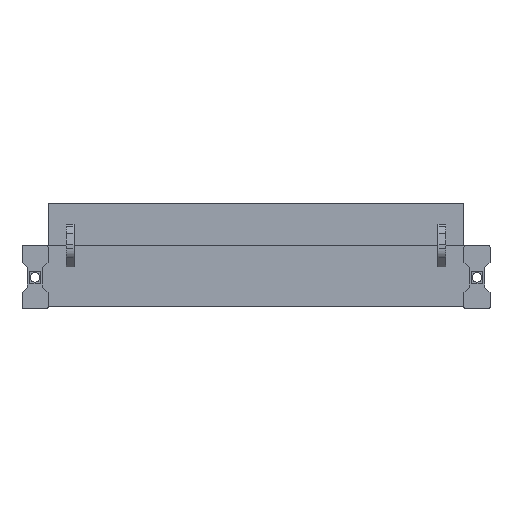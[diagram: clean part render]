
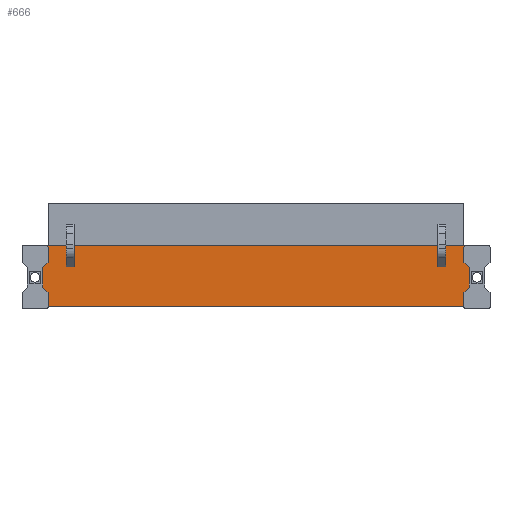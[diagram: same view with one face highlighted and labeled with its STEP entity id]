
A CAD part, top view. The second image highlights one B-rep face of the part: STEP entity #666.
In plain terms, the highlighted planar face has unit normal (0, 0, 1).
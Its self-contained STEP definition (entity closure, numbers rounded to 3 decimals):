
#500=AXIS2_PLACEMENT_3D('Plane Axis2P3D',#497,#498,#499) ;
#49=CARTESIAN_POINT('Vertex',(86.36,0.4,10.95)) ;
#52=CARTESIAN_POINT('Line Origine',(45.72,0.4,10.95)) ;
#56=CARTESIAN_POINT('Vertex',(5.08,0.4,10.95)) ;
#439=CARTESIAN_POINT('Line Origine',(5.08,12.175,10.95)) ;
#443=CARTESIAN_POINT('Vertex',(5.08,12.05,10.95)) ;
#445=CARTESIAN_POINT('Vertex',(5.08,12.3,10.95)) ;
#497=CARTESIAN_POINT('Axis2P3D Location',(5.08,0.4,10.95)) ;
#502=CARTESIAN_POINT('Line Origine',(5.08,10.57,10.95)) ;
#506=CARTESIAN_POINT('Vertex',(5.08,9.09,10.95)) ;
#509=CARTESIAN_POINT('Line Origine',(4.56,8.57,10.95)) ;
#513=CARTESIAN_POINT('Vertex',(4.04,8.05,10.95)) ;
#516=CARTESIAN_POINT('Line Origine',(4.04,6.15,10.95)) ;
#520=CARTESIAN_POINT('Vertex',(4.04,4.25,10.95)) ;
#523=CARTESIAN_POINT('Line Origine',(4.56,3.73,10.95)) ;
#527=CARTESIAN_POINT('Vertex',(5.08,3.21,10.95)) ;
#530=CARTESIAN_POINT('Line Origine',(5.08,1.805,10.95)) ;
#535=CARTESIAN_POINT('Line Origine',(86.36,1.805,10.95)) ;
#539=CARTESIAN_POINT('Vertex',(86.36,3.21,10.95)) ;
#542=CARTESIAN_POINT('Line Origine',(86.88,3.73,10.95)) ;
#546=CARTESIAN_POINT('Vertex',(87.4,4.25,10.95)) ;
#549=CARTESIAN_POINT('Line Origine',(87.4,6.15,10.95)) ;
#553=CARTESIAN_POINT('Vertex',(87.4,8.05,10.95)) ;
#556=CARTESIAN_POINT('Line Origine',(86.88,8.57,10.95)) ;
#560=CARTESIAN_POINT('Vertex',(86.36,9.09,10.95)) ;
#563=CARTESIAN_POINT('Line Origine',(86.36,10.57,10.95)) ;
#567=CARTESIAN_POINT('Vertex',(86.36,12.05,10.95)) ;
#570=CARTESIAN_POINT('Line Origine',(86.36,12.175,10.95)) ;
#574=CARTESIAN_POINT('Vertex',(86.36,12.3,10.95)) ;
#577=CARTESIAN_POINT('Line Origine',(45.72,12.3,10.95)) ;
#598=CARTESIAN_POINT('Line Origine',(82.03,12.269,10.95)) ;
#602=CARTESIAN_POINT('Vertex',(82.78,12.269,10.95)) ;
#604=CARTESIAN_POINT('Vertex',(81.28,12.269,10.95)) ;
#607=CARTESIAN_POINT('Line Origine',(82.78,10.234,10.95)) ;
#611=CARTESIAN_POINT('Vertex',(82.78,8.2,10.95)) ;
#614=CARTESIAN_POINT('Line Origine',(82.03,8.2,10.95)) ;
#618=CARTESIAN_POINT('Vertex',(81.28,8.2,10.95)) ;
#621=CARTESIAN_POINT('Line Origine',(81.28,10.234,10.95)) ;
#632=CARTESIAN_POINT('Line Origine',(10.16,10.234,10.95)) ;
#636=CARTESIAN_POINT('Vertex',(10.16,12.269,10.95)) ;
#638=CARTESIAN_POINT('Vertex',(10.16,8.2,10.95)) ;
#641=CARTESIAN_POINT('Line Origine',(9.41,8.2,10.95)) ;
#645=CARTESIAN_POINT('Vertex',(8.66,8.2,10.95)) ;
#648=CARTESIAN_POINT('Line Origine',(8.66,10.234,10.95)) ;
#652=CARTESIAN_POINT('Vertex',(8.66,12.269,10.95)) ;
#655=CARTESIAN_POINT('Line Origine',(9.41,12.269,10.95)) ;
#53=DIRECTION('Vector Direction',(1.,0.,0.)) ;
#440=DIRECTION('Vector Direction',(0.,1.,0.)) ;
#498=DIRECTION('Axis2P3D Direction',(0.,0.,1.)) ;
#499=DIRECTION('Axis2P3D XDirection',(1.,0.,0.)) ;
#503=DIRECTION('Vector Direction',(0.,1.,0.)) ;
#510=DIRECTION('Vector Direction',(-0.707,-0.707,0.)) ;
#517=DIRECTION('Vector Direction',(0.,-1.,0.)) ;
#524=DIRECTION('Vector Direction',(0.707,-0.707,0.)) ;
#531=DIRECTION('Vector Direction',(0.,1.,0.)) ;
#536=DIRECTION('Vector Direction',(0.,1.,0.)) ;
#543=DIRECTION('Vector Direction',(-0.707,-0.707,0.)) ;
#550=DIRECTION('Vector Direction',(0.,-1.,0.)) ;
#557=DIRECTION('Vector Direction',(0.707,-0.707,0.)) ;
#564=DIRECTION('Vector Direction',(0.,1.,0.)) ;
#571=DIRECTION('Vector Direction',(0.,1.,0.)) ;
#578=DIRECTION('Vector Direction',(1.,0.,0.)) ;
#599=DIRECTION('Vector Direction',(1.,0.,0.)) ;
#608=DIRECTION('Vector Direction',(0.,1.,0.)) ;
#615=DIRECTION('Vector Direction',(1.,0.,0.)) ;
#622=DIRECTION('Vector Direction',(0.,1.,0.)) ;
#633=DIRECTION('Vector Direction',(0.,1.,0.)) ;
#642=DIRECTION('Vector Direction',(1.,0.,0.)) ;
#649=DIRECTION('Vector Direction',(0.,1.,0.)) ;
#656=DIRECTION('Vector Direction',(1.,0.,0.)) ;
#54=VECTOR('Line Direction',#53,1.) ;
#441=VECTOR('Line Direction',#440,1.) ;
#504=VECTOR('Line Direction',#503,1.) ;
#511=VECTOR('Line Direction',#510,1.) ;
#518=VECTOR('Line Direction',#517,1.) ;
#525=VECTOR('Line Direction',#524,1.) ;
#532=VECTOR('Line Direction',#531,1.) ;
#537=VECTOR('Line Direction',#536,1.) ;
#544=VECTOR('Line Direction',#543,1.) ;
#551=VECTOR('Line Direction',#550,1.) ;
#558=VECTOR('Line Direction',#557,1.) ;
#565=VECTOR('Line Direction',#564,1.) ;
#572=VECTOR('Line Direction',#571,1.) ;
#579=VECTOR('Line Direction',#578,1.) ;
#600=VECTOR('Line Direction',#599,1.) ;
#609=VECTOR('Line Direction',#608,1.) ;
#616=VECTOR('Line Direction',#615,1.) ;
#623=VECTOR('Line Direction',#622,1.) ;
#634=VECTOR('Line Direction',#633,1.) ;
#643=VECTOR('Line Direction',#642,1.) ;
#650=VECTOR('Line Direction',#649,1.) ;
#657=VECTOR('Line Direction',#656,1.) ;
#583=ORIENTED_EDGE('',*,*,#447,.F.) ;
#584=ORIENTED_EDGE('',*,*,#508,.F.) ;
#585=ORIENTED_EDGE('',*,*,#515,.T.) ;
#586=ORIENTED_EDGE('',*,*,#522,.T.) ;
#587=ORIENTED_EDGE('',*,*,#529,.T.) ;
#588=ORIENTED_EDGE('',*,*,#534,.F.) ;
#589=ORIENTED_EDGE('',*,*,#58,.F.) ;
#590=ORIENTED_EDGE('',*,*,#541,.T.) ;
#591=ORIENTED_EDGE('',*,*,#548,.F.) ;
#592=ORIENTED_EDGE('',*,*,#555,.F.) ;
#593=ORIENTED_EDGE('',*,*,#562,.F.) ;
#594=ORIENTED_EDGE('',*,*,#569,.T.) ;
#595=ORIENTED_EDGE('',*,*,#576,.T.) ;
#596=ORIENTED_EDGE('',*,*,#581,.F.) ;
#627=ORIENTED_EDGE('',*,*,#606,.F.) ;
#628=ORIENTED_EDGE('',*,*,#613,.T.) ;
#629=ORIENTED_EDGE('',*,*,#620,.T.) ;
#630=ORIENTED_EDGE('',*,*,#625,.F.) ;
#661=ORIENTED_EDGE('',*,*,#640,.T.) ;
#662=ORIENTED_EDGE('',*,*,#647,.F.) ;
#663=ORIENTED_EDGE('',*,*,#654,.F.) ;
#664=ORIENTED_EDGE('',*,*,#659,.T.) ;
#631=FACE_BOUND('',#626,.T.) ;
#665=FACE_BOUND('',#660,.T.) ;
#666=ADVANCED_FACE('BLL5.08/16/90FI 3.2SN OR 1843890000',(#597,#631,#665),#501,.T.) ;
#58=EDGE_CURVE('',#50,#57,#55,.F.) ;
#447=EDGE_CURVE('',#444,#446,#442,.T.) ;
#508=EDGE_CURVE('',#507,#444,#505,.T.) ;
#515=EDGE_CURVE('',#507,#514,#512,.T.) ;
#522=EDGE_CURVE('',#514,#521,#519,.T.) ;
#529=EDGE_CURVE('',#521,#528,#526,.T.) ;
#534=EDGE_CURVE('',#57,#528,#533,.T.) ;
#541=EDGE_CURVE('',#50,#540,#538,.T.) ;
#548=EDGE_CURVE('',#547,#540,#545,.T.) ;
#555=EDGE_CURVE('',#554,#547,#552,.T.) ;
#562=EDGE_CURVE('',#561,#554,#559,.T.) ;
#569=EDGE_CURVE('',#561,#568,#566,.T.) ;
#576=EDGE_CURVE('',#568,#575,#573,.T.) ;
#581=EDGE_CURVE('',#446,#575,#580,.T.) ;
#606=EDGE_CURVE('',#603,#605,#601,.F.) ;
#613=EDGE_CURVE('',#603,#612,#610,.F.) ;
#620=EDGE_CURVE('',#612,#619,#617,.F.) ;
#625=EDGE_CURVE('',#605,#619,#624,.F.) ;
#640=EDGE_CURVE('',#637,#639,#635,.F.) ;
#647=EDGE_CURVE('',#646,#639,#644,.T.) ;
#654=EDGE_CURVE('',#653,#646,#651,.F.) ;
#659=EDGE_CURVE('',#653,#637,#658,.T.) ;
#582=EDGE_LOOP('',(#583,#584,#585,#586,#587,#588,#589,#590,#591,#592,#593,#594,#595,#596)) ;
#626=EDGE_LOOP('',(#627,#628,#629,#630)) ;
#660=EDGE_LOOP('',(#661,#662,#663,#664)) ;
#597=FACE_OUTER_BOUND('',#582,.T.) ;
#55=LINE('Line',#52,#54) ;
#442=LINE('Line',#439,#441) ;
#505=LINE('Line',#502,#504) ;
#512=LINE('Line',#509,#511) ;
#519=LINE('Line',#516,#518) ;
#526=LINE('Line',#523,#525) ;
#533=LINE('Line',#530,#532) ;
#538=LINE('Line',#535,#537) ;
#545=LINE('Line',#542,#544) ;
#552=LINE('Line',#549,#551) ;
#559=LINE('Line',#556,#558) ;
#566=LINE('Line',#563,#565) ;
#573=LINE('Line',#570,#572) ;
#580=LINE('Line',#577,#579) ;
#601=LINE('Line',#598,#600) ;
#610=LINE('Line',#607,#609) ;
#617=LINE('Line',#614,#616) ;
#624=LINE('Line',#621,#623) ;
#635=LINE('Line',#632,#634) ;
#644=LINE('Line',#641,#643) ;
#651=LINE('Line',#648,#650) ;
#658=LINE('Line',#655,#657) ;
#501=PLANE('',#500) ;
#50=VERTEX_POINT('',#49) ;
#57=VERTEX_POINT('',#56) ;
#444=VERTEX_POINT('',#443) ;
#446=VERTEX_POINT('',#445) ;
#507=VERTEX_POINT('',#506) ;
#514=VERTEX_POINT('',#513) ;
#521=VERTEX_POINT('',#520) ;
#528=VERTEX_POINT('',#527) ;
#540=VERTEX_POINT('',#539) ;
#547=VERTEX_POINT('',#546) ;
#554=VERTEX_POINT('',#553) ;
#561=VERTEX_POINT('',#560) ;
#568=VERTEX_POINT('',#567) ;
#575=VERTEX_POINT('',#574) ;
#603=VERTEX_POINT('',#602) ;
#605=VERTEX_POINT('',#604) ;
#612=VERTEX_POINT('',#611) ;
#619=VERTEX_POINT('',#618) ;
#637=VERTEX_POINT('',#636) ;
#639=VERTEX_POINT('',#638) ;
#646=VERTEX_POINT('',#645) ;
#653=VERTEX_POINT('',#652) ;
